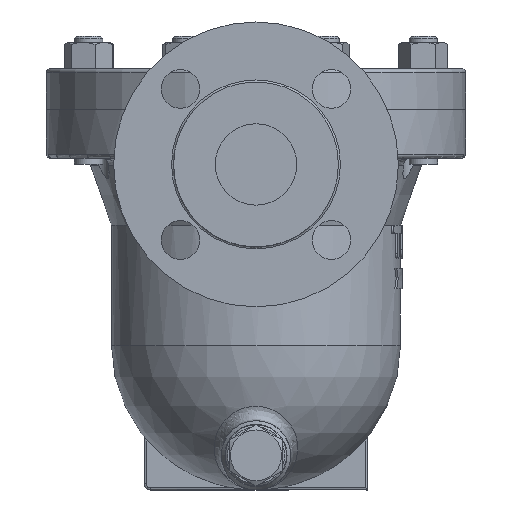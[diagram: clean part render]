
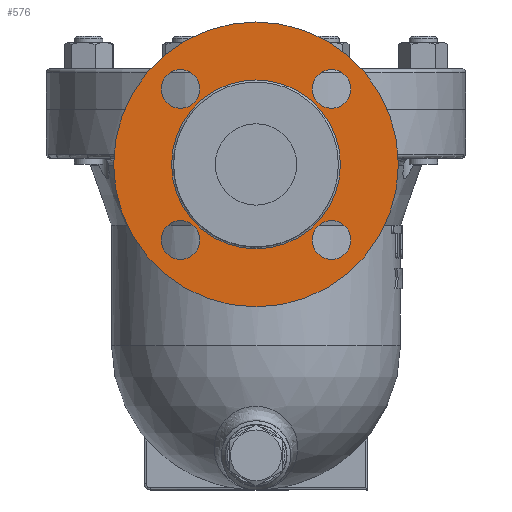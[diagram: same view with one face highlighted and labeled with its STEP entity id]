
A CAD part, left-side view. The second image highlights one B-rep face of the part: STEP entity #576.
In plain terms, the highlighted free-form (B-spline) face has degree [1, 1] with [2, 2] control points.
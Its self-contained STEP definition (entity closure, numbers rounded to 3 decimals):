
#280=CARTESIAN_POINT('',(-181.,0.0,67.));
#281=VERTEX_POINT('',#280);
#282=CARTESIAN_POINT('',(-181.,0.0,-3.));
#283=DIRECTION('',(-1.0,0.0,0.0));
#284=DIRECTION('',(0.0,0.0,1.0));
#285=AXIS2_PLACEMENT_3D('',#282,#283,#284);
#286=CIRCLE('',#285,70.);
#287=EDGE_CURVE('',#281,#281,#286,.T.);
#457=CARTESIAN_POINT('',(-181.,0.0,38.5));
#458=VERTEX_POINT('',#457);
#459=CARTESIAN_POINT('',(-181.,0.0,-3.));
#460=DIRECTION('',(-1.0,0.0,0.0));
#461=DIRECTION('',(0.0,0.0,-1.0));
#462=AXIS2_PLACEMENT_3D('',#459,#460,#461);
#463=CIRCLE('',#462,41.5);
#464=EDGE_CURVE('',#458,#458,#463,.T.);
#521=CARTESIAN_POINT('',(-181.,70.,67.));
#522=CARTESIAN_POINT('',(-181.,70.,-73.));
#523=CARTESIAN_POINT('',(-181.,-70.,67.));
#524=CARTESIAN_POINT('',(-181.,-70.,-73.));
#525=B_SPLINE_SURFACE_WITH_KNOTS('',1,1,((#521,#523),(#522,#524)),.UNSPECIFIED.,.F.,.F.,.U.,(2,2),(2,2),(0.0,140.),(0.0,140.),.UNSPECIFIED.);
#526=ORIENTED_EDGE('',*,*,#287,.T.);
#527=EDGE_LOOP('',(#526));
#528=FACE_OUTER_BOUND('',#527,.T.);
#529=CARTESIAN_POINT('',(-181.,37.123,24.623));
#530=VERTEX_POINT('',#529);
#531=CARTESIAN_POINT('',(-181.,37.123,34.123));
#532=DIRECTION('',(1.0,0.0,0.0));
#533=DIRECTION('',(0.0,0.0,-1.0));
#534=AXIS2_PLACEMENT_3D('',#531,#532,#533);
#535=CIRCLE('',#534,9.5);
#536=EDGE_CURVE('',#530,#530,#535,.T.);
#537=ORIENTED_EDGE('',*,*,#536,.T.);
#538=EDGE_LOOP('',(#537));
#539=FACE_BOUND('',#538,.T.);
#540=CARTESIAN_POINT('',(-181.,27.623,-40.123));
#541=VERTEX_POINT('',#540);
#542=CARTESIAN_POINT('',(-181.,37.123,-40.123));
#543=DIRECTION('',(1.0,0.0,0.0));
#544=DIRECTION('',(0.0,-1.0,0.0));
#545=AXIS2_PLACEMENT_3D('',#542,#543,#544);
#546=CIRCLE('',#545,9.5);
#547=EDGE_CURVE('',#541,#541,#546,.T.);
#548=ORIENTED_EDGE('',*,*,#547,.T.);
#549=EDGE_LOOP('',(#548));
#550=FACE_BOUND('',#549,.T.);
#551=CARTESIAN_POINT('',(-181.,-37.123,-30.623));
#552=VERTEX_POINT('',#551);
#553=CARTESIAN_POINT('',(-181.,-37.123,-40.123));
#554=DIRECTION('',(1.0,0.0,0.0));
#555=DIRECTION('',(0.0,0.0,1.0));
#556=AXIS2_PLACEMENT_3D('',#553,#554,#555);
#557=CIRCLE('',#556,9.5);
#558=EDGE_CURVE('',#552,#552,#557,.T.);
#559=ORIENTED_EDGE('',*,*,#558,.T.);
#560=EDGE_LOOP('',(#559));
#561=FACE_BOUND('',#560,.T.);
#562=CARTESIAN_POINT('',(-181.,-27.623,34.123));
#563=VERTEX_POINT('',#562);
#564=CARTESIAN_POINT('',(-181.,-37.123,34.123));
#565=DIRECTION('',(1.0,0.0,0.0));
#566=DIRECTION('',(0.0,1.0,0.0));
#567=AXIS2_PLACEMENT_3D('',#564,#565,#566);
#568=CIRCLE('',#567,9.5);
#569=EDGE_CURVE('',#563,#563,#568,.T.);
#570=ORIENTED_EDGE('',*,*,#569,.T.);
#571=EDGE_LOOP('',(#570));
#572=FACE_BOUND('',#571,.T.);
#573=ORIENTED_EDGE('',*,*,#464,.F.);
#574=EDGE_LOOP('',(#573));
#575=FACE_BOUND('',#574,.T.);
#576=ADVANCED_FACE('',(#528,#539,#550,#561,#572,#575),#525,.T.);
